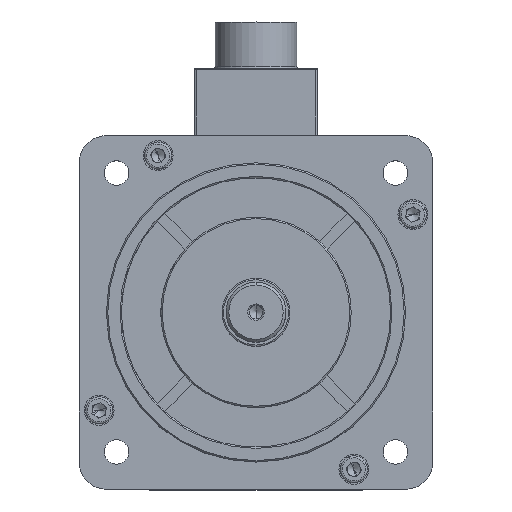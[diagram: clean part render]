
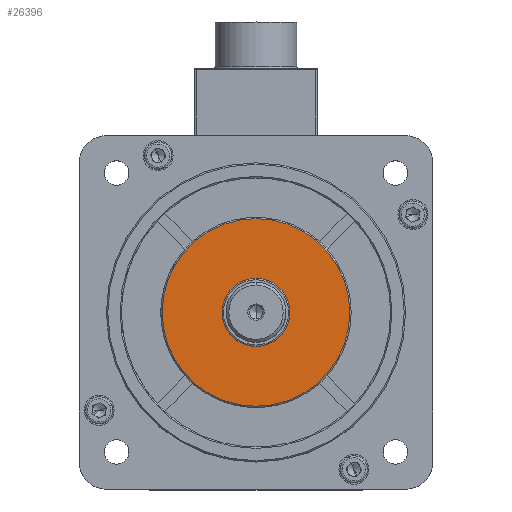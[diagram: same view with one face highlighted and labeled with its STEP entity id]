
A CAD part, top view. The second image highlights one B-rep face of the part: STEP entity #26396.
In plain terms, the highlighted planar face has unit normal (0, 0, 1).
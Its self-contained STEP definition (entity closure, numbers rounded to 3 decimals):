
#605 = DIRECTION ( 'NONE',  ( 1., 0., 0. ) ) ;
#615 = DIRECTION ( 'NONE',  ( 1., 0., 0. ) ) ;
#2410 = PLANE ( 'NONE',  #8783 ) ;
#2746 = CARTESIAN_POINT ( 'NONE',  ( 34.5, 0., 19. ) ) ;
#5090 = DIRECTION ( 'NONE',  ( 1., 0., 0. ) ) ;
#5136 = CARTESIAN_POINT ( 'NONE',  ( -34.5, 0., 19. ) ) ;
#6687 = ORIENTED_EDGE ( 'NONE', *, *, #8002, .T. ) ;
#7787 = EDGE_LOOP ( 'NONE', ( #27847, #6687 ) ) ;
#8002 = EDGE_CURVE ( 'NONE', #17544, #29028, #29025, .T. ) ;
#8783 = AXIS2_PLACEMENT_3D ( 'NONE', #17307, #15147, #5090 ) ;
#9640 = CIRCLE ( 'NONE', #25227, 34.5 ) ;
#11307 = CARTESIAN_POINT ( 'NONE',  ( 0., 0., 19. ) ) ;
#15147 = DIRECTION ( 'NONE',  ( 0., 0., 1. ) ) ;
#15683 = DIRECTION ( 'NONE',  ( 0., 0., 1. ) ) ;
#17307 = CARTESIAN_POINT ( 'NONE',  ( 0., 0., 19. ) ) ;
#17544 = VERTEX_POINT ( 'NONE', #2746 ) ;
#18204 = EDGE_CURVE ( 'NONE', #29028, #17544, #9640, .T. ) ;
#18806 = AXIS2_PLACEMENT_3D ( 'NONE', #23591, #15683, #605 ) ;
#23591 = CARTESIAN_POINT ( 'NONE',  ( 0., 0., 19. ) ) ;
#25227 = AXIS2_PLACEMENT_3D ( 'NONE', #11307, #31645, #615 ) ;
#25408 = FACE_OUTER_BOUND ( 'NONE', #7787, .T. ) ;
#26396 = ADVANCED_FACE ( 'NONE', ( #25408 ), #2410, .T. ) ;
#27847 = ORIENTED_EDGE ( 'NONE', *, *, #18204, .T. ) ;
#29025 = CIRCLE ( 'NONE', #18806, 34.5 ) ;
#29028 = VERTEX_POINT ( 'NONE', #5136 ) ;
#31645 = DIRECTION ( 'NONE',  ( 0., 0., 1. ) ) ;
